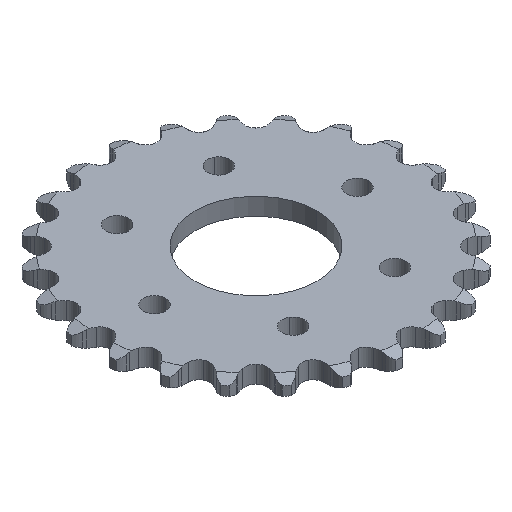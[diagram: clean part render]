
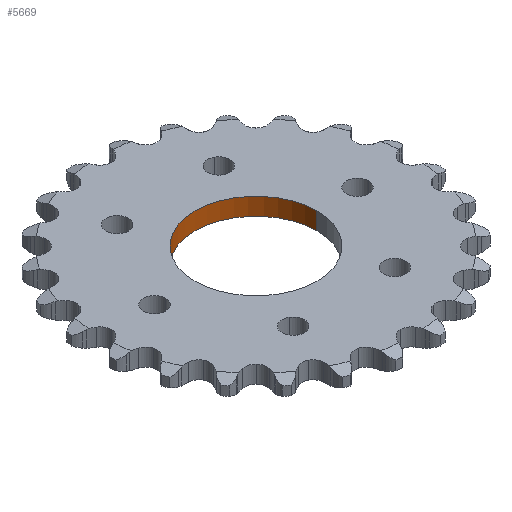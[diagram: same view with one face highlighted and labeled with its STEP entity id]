
A CAD part, isometric view. The second image highlights one B-rep face of the part: STEP entity #5669.
In plain terms, the highlighted cylindrical face has radius 14.287 mm (diameter 28.575 mm), a partial arc.
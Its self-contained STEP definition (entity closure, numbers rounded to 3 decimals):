
#84 = LINE ( 'NONE', #7211, #9930 ) ;
#316 = CYLINDRICAL_SURFACE ( 'NONE', #1490, 14.288 ) ;
#434 = CARTESIAN_POINT ( 'NONE',  ( 0., 0., -109.777 ) ) ;
#618 = VERTEX_POINT ( 'NONE', #7487 ) ;
#638 = DIRECTION ( 'NONE',  ( 0., 0., -1. ) ) ;
#772 = ORIENTED_EDGE ( 'NONE', *, *, #8003, .T. ) ;
#1465 = CIRCLE ( 'NONE', #6826, 14.288 ) ;
#1490 = AXIS2_PLACEMENT_3D ( 'NONE', #434, #5756, #5832 ) ;
#1598 = CARTESIAN_POINT ( 'NONE',  ( 14.288, 0., -4.064 ) ) ;
#2128 = DIRECTION ( 'NONE',  ( 0., 0., 1. ) ) ;
#2329 = CARTESIAN_POINT ( 'NONE',  ( -14.287, 0., -4.064 ) ) ;
#2730 = VERTEX_POINT ( 'NONE', #5212 ) ;
#2771 = ORIENTED_EDGE ( 'NONE', *, *, #3199, .T. ) ;
#2887 = FACE_OUTER_BOUND ( 'NONE', #6820, .T. ) ;
#3199 = EDGE_CURVE ( 'NONE', #2730, #618, #1465, .T. ) ;
#3207 = DIRECTION ( 'NONE',  ( 0., 0., 1. ) ) ;
#3617 = LINE ( 'NONE', #3977, #5188 ) ;
#3977 = CARTESIAN_POINT ( 'NONE',  ( 14.288, 0., -109.777 ) ) ;
#4816 = CIRCLE ( 'NONE', #7688, 14.288 ) ;
#5188 = VECTOR ( 'NONE', #3207, 1000. ) ;
#5212 = CARTESIAN_POINT ( 'NONE',  ( 14.288, 0., 0. ) ) ;
#5247 = CARTESIAN_POINT ( 'NONE',  ( 0., 0., -4.064 ) ) ;
#5613 = ORIENTED_EDGE ( 'NONE', *, *, #6095, .F. ) ;
#5669 = ADVANCED_FACE ( 'NONE', ( #2887 ), #316, .F. ) ;
#5756 = DIRECTION ( 'NONE',  ( 0., 0., 1. ) ) ;
#5832 = DIRECTION ( 'NONE',  ( 1., 0., 0. ) ) ;
#5914 = VERTEX_POINT ( 'NONE', #2329 ) ;
#6032 = DIRECTION ( 'NONE',  ( -1., 0., 0. ) ) ;
#6095 = EDGE_CURVE ( 'NONE', #5914, #618, #84, .T. ) ;
#6746 = CARTESIAN_POINT ( 'NONE',  ( 0., 0., 0. ) ) ;
#6762 = ORIENTED_EDGE ( 'NONE', *, *, #8214, .T. ) ;
#6820 = EDGE_LOOP ( 'NONE', ( #5613, #772, #6762, #2771 ) ) ;
#6826 = AXIS2_PLACEMENT_3D ( 'NONE', #6746, #2128, #7535 ) ;
#7211 = CARTESIAN_POINT ( 'NONE',  ( -14.287, 0., -109.777 ) ) ;
#7487 = CARTESIAN_POINT ( 'NONE',  ( -14.287, 0., 0. ) ) ;
#7535 = DIRECTION ( 'NONE',  ( 0., 1., 0. ) ) ;
#7688 = AXIS2_PLACEMENT_3D ( 'NONE', #5247, #638, #6032 ) ;
#8003 = EDGE_CURVE ( 'NONE', #5914, #8143, #4816, .T. ) ;
#8143 = VERTEX_POINT ( 'NONE', #1598 ) ;
#8214 = EDGE_CURVE ( 'NONE', #8143, #2730, #3617, .T. ) ;
#9579 = DIRECTION ( 'NONE',  ( 0., 0., 1. ) ) ;
#9930 = VECTOR ( 'NONE', #9579, 1000. ) ;
